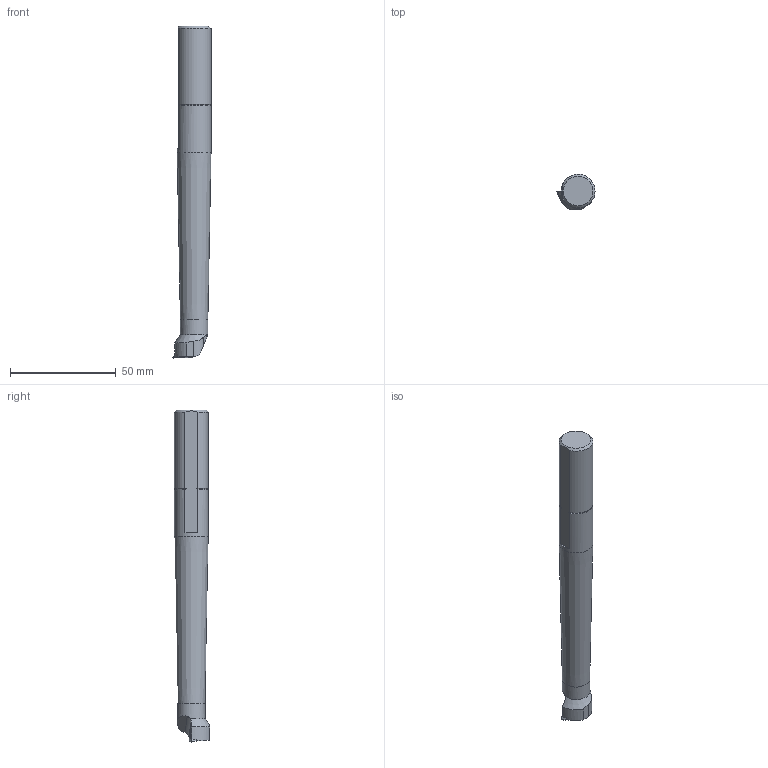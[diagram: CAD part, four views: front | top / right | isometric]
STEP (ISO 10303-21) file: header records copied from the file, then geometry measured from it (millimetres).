
FILE_DESCRIPTION(/* description */ (''),/* implementation_level */ '2;1');
FILE_NAME(/* name */ '1558091333375.stp',/* time_stamp */ '2019-05-17T13:08:58+02:00',/* author */ (''),/* organization */ ('SMS'),/* preprocessor_version */ 'ST-DEVELOPER v15',/* originating_system */ 'SIEMENS PLM Software NX 8.5',/* authorisation */ '');
FILE_SCHEMA (('AUTOMOTIVE_DESIGN { 1 0 10303 214 3 1 1 1 }'));
Length unit declared in the file: millimetre
Products named in the file (4): IsoTurningInsert; ASSEMBLY_CONSTRUCTION; 202265170mod000_00; 111168577mod000_01
Assembly tree (3 placements, depth 2):
  111168577mod000_01
    202265170mod000_00
    ASSEMBLY_CONSTRUCTION
    IsoTurningInsert
Bounding box: 17.99 x 16.59 x 157 mm (x, y, z)
Volume: 27066.9 mm3; surface area: 7816.4 mm2
Topology: 2 solids, 2 shells, 41 faces, 108 edges, 75 vertices
Faces by surface type: plane 18, cylinder 10, cone 8, torus 5
Full cylindrical faces by diameter (mm): 2.5 x2, 13 x1, 15.989 x1
Entity records: 1414 total; most frequent: CARTESIAN_POINT 326, DIRECTION 213, ORIENTED_EDGE 170, AXIS2_PLACEMENT_3D 87, EDGE_CURVE 85, VERTEX_POINT 61, EDGE_LOOP 56, ADVANCED_FACE 41
